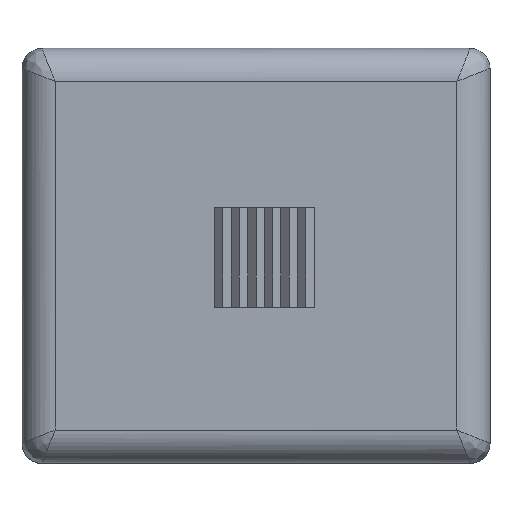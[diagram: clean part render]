
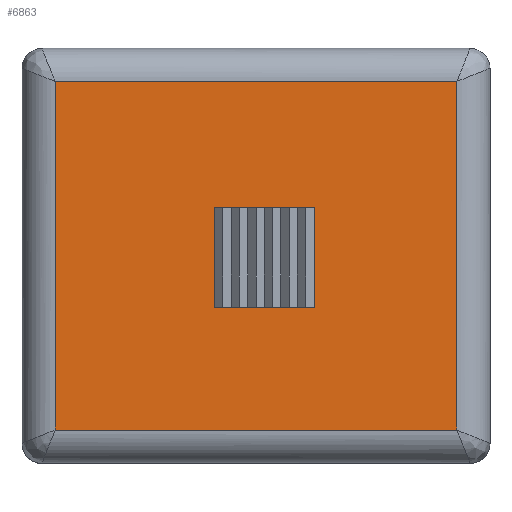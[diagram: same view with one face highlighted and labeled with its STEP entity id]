
A CAD part, top view. The second image highlights one B-rep face of the part: STEP entity #6863.
In plain terms, the highlighted planar face has unit normal (0, 0, 1).
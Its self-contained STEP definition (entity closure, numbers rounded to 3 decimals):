
#1053=CARTESIAN_POINT('',(0.2,-1.,7.45));
#1055=DIRECTION('',(0.,-1.,0.));
#1056=VECTOR('',#1055,10.5);
#1057=CARTESIAN_POINT('',(0.2,-1.,7.45));
#1058=LINE('',#1057,#1056);
#1077=CARTESIAN_POINT('',(12.3,-1.,7.45));
#1079=DIRECTION('',(-1.,0.,0.));
#1080=VECTOR('',#1079,12.1);
#1081=CARTESIAN_POINT('',(12.3,-1.,7.45));
#1082=LINE('',#1081,#1080);
#1173=DIRECTION('',(0.,1.,0.));
#1174=VECTOR('',#1173,10.5);
#1175=CARTESIAN_POINT('',(12.3,-11.5,7.45));
#1176=LINE('',#1175,#1174);
#1197=DIRECTION('',(1.,0.,0.));
#1198=VECTOR('',#1197,12.1);
#1199=CARTESIAN_POINT('',(0.2,-11.5,7.45));
#1200=LINE('',#1199,#1198);
#1253=DIRECTION('',(0.,-1.,0.));
#1254=VECTOR('',#1253,3.);
#1255=CARTESIAN_POINT('',(8.,-4.8,7.45));
#1256=LINE('',#1255,#1254);
#1265=DIRECTION('',(-1.,0.,0.));
#1266=VECTOR('',#1265,3.);
#1267=CARTESIAN_POINT('',(8.,-7.8,7.45));
#1268=LINE('',#1267,#1266);
#1321=DIRECTION('',(0.,1.,0.));
#1322=VECTOR('',#1321,3.);
#1323=CARTESIAN_POINT('',(5.,-7.8,7.45));
#1324=LINE('',#1323,#1322);
#1333=DIRECTION('',(1.,0.,0.));
#1334=VECTOR('',#1333,3.);
#1335=CARTESIAN_POINT('',(5.,-4.8,7.45));
#1336=LINE('',#1335,#1334);
#4339=VERTEX_POINT('',#1053);
#4340=CARTESIAN_POINT('',(0.2,-11.5,7.45));
#4341=VERTEX_POINT('',#4340);
#4342=VERTEX_POINT('',#1077);
#4354=CARTESIAN_POINT('',(12.3,-11.5,7.45));
#4355=VERTEX_POINT('',#4354);
#5476=CARTESIAN_POINT('',(8.,-4.8,7.45));
#5477=CARTESIAN_POINT('',(8.,-7.8,7.45));
#5478=VERTEX_POINT('',#5476);
#5479=VERTEX_POINT('',#5477);
#5480=CARTESIAN_POINT('',(5.,-7.8,7.45));
#5481=VERTEX_POINT('',#5480);
#5482=CARTESIAN_POINT('',(5.,-4.8,7.45));
#5483=VERTEX_POINT('',#5482);
#6839=CARTESIAN_POINT('',(6.25,-6.25,7.45));
#6840=DIRECTION('',(0.,0.,1.));
#6841=DIRECTION('',(1.,0.,0.));
#6842=AXIS2_PLACEMENT_3D('',#6839,#6840,#6841);
#6843=PLANE('',#6842);
#6845=ORIENTED_EDGE('',*,*,#6844,.F.);
#6847=ORIENTED_EDGE('',*,*,#6846,.F.);
#6849=ORIENTED_EDGE('',*,*,#6848,.F.);
#6850=ORIENTED_EDGE('',*,*,#6830,.F.);
#6851=EDGE_LOOP('',(#6845,#6847,#6849,#6850));
#6852=FACE_OUTER_BOUND('',#6851,.F.);
#6854=ORIENTED_EDGE('',*,*,#6853,.F.);
#6856=ORIENTED_EDGE('',*,*,#6855,.F.);
#6858=ORIENTED_EDGE('',*,*,#6857,.F.);
#6860=ORIENTED_EDGE('',*,*,#6859,.F.);
#6861=EDGE_LOOP('',(#6854,#6856,#6858,#6860));
#6862=FACE_BOUND('',#6861,.F.);
#6863=ADVANCED_FACE('',(#6852,#6862),#6843,.T.);
#6830=EDGE_CURVE('',#4339,#4341,#1058,.T.);
#6844=EDGE_CURVE('',#4342,#4339,#1082,.T.);
#6846=EDGE_CURVE('',#4355,#4342,#1176,.T.);
#6848=EDGE_CURVE('',#4341,#4355,#1200,.T.);
#6853=EDGE_CURVE('',#5478,#5479,#1256,.T.);
#6855=EDGE_CURVE('',#5483,#5478,#1336,.T.);
#6857=EDGE_CURVE('',#5481,#5483,#1324,.T.);
#6859=EDGE_CURVE('',#5479,#5481,#1268,.T.);
